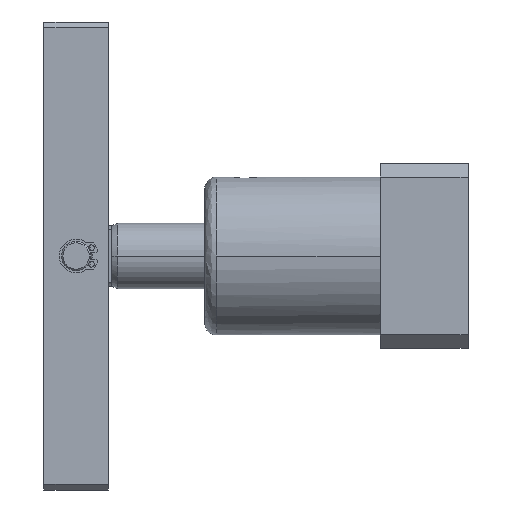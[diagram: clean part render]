
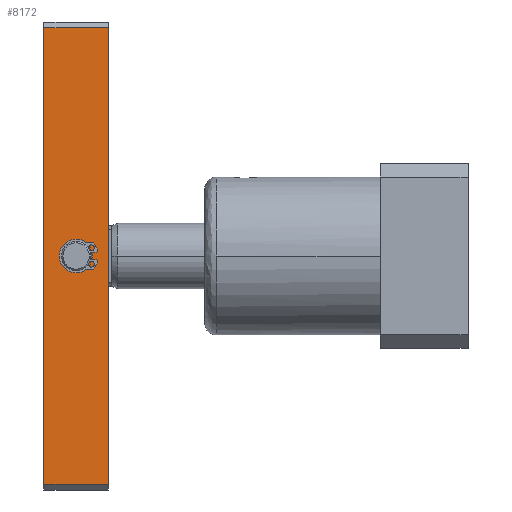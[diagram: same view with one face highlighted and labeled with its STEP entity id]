
A CAD part, left-side view. The second image highlights one B-rep face of the part: STEP entity #8172.
In plain terms, the highlighted face is planar.
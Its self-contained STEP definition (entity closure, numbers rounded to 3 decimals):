
#757 = ORIENTED_EDGE ( 'NONE', *, *, #1567, .F. ) ;
#965 = EDGE_LOOP ( 'NONE', ( #8496, #16449 ) ) ;
#1127 = CIRCLE ( 'NONE', #7896, 5.5 ) ;
#1352 = EDGE_CURVE ( 'NONE', #2986, #16438, #14186, .T. ) ;
#1478 = CARTESIAN_POINT ( 'NONE',  ( -78., 11., -11. ) ) ;
#1567 = EDGE_CURVE ( 'NONE', #5895, #10756, #15372, .T. ) ;
#1699 = DIRECTION ( 'NONE',  ( -1., 0., 0. ) ) ;
#2078 = CARTESIAN_POINT ( 'NONE',  ( 0., 22., -11. ) ) ;
#2640 = CARTESIAN_POINT ( 'NONE',  ( 78., 0., -11. ) ) ;
#2756 = DIRECTION ( 'NONE',  ( 0., 0., -1. ) ) ;
#2986 = VERTEX_POINT ( 'NONE', #12051 ) ;
#3050 = EDGE_LOOP ( 'NONE', ( #8448, #15797, #13979, #757 ) ) ;
#3057 = LINE ( 'NONE', #1478, #5892 ) ;
#4732 = CARTESIAN_POINT ( 'NONE',  ( 78., 22., -11. ) ) ;
#5574 = LINE ( 'NONE', #14459, #14512 ) ;
#5892 = VECTOR ( 'NONE', #6501, 1000. ) ;
#5895 = VERTEX_POINT ( 'NONE', #4732 ) ;
#6501 = DIRECTION ( 'NONE',  ( 0., -1., 0. ) ) ;
#6605 = AXIS2_PLACEMENT_3D ( 'NONE', #2640, #2756, #11506 ) ;
#7158 = DIRECTION ( 'NONE',  ( -1., 0., 0. ) ) ;
#7896 = AXIS2_PLACEMENT_3D ( 'NONE', #13305, #15977, #15876 ) ;
#7907 = DIRECTION ( 'NONE',  ( 0., 1., 0. ) ) ;
#8118 = CARTESIAN_POINT ( 'NONE',  ( 0., 11., -11. ) ) ;
#8172 = ADVANCED_FACE ( 'NONE', ( #9520, #12713 ), #10104, .T. ) ;
#8448 = ORIENTED_EDGE ( 'NONE', *, *, #8573, .F. ) ;
#8496 = ORIENTED_EDGE ( 'NONE', *, *, #12045, .T. ) ;
#8573 = EDGE_CURVE ( 'NONE', #2986, #5895, #5574, .T. ) ;
#8889 = VERTEX_POINT ( 'NONE', #12313 ) ;
#8989 = VECTOR ( 'NONE', #7158, 1000. ) ;
#9520 = FACE_BOUND ( 'NONE', #965, .T. ) ;
#9584 = VECTOR ( 'NONE', #12350, 1000. ) ;
#9673 = CARTESIAN_POINT ( 'NONE',  ( -5.5, 11., -11. ) ) ;
#10104 = PLANE ( 'NONE',  #6605 ) ;
#10569 = EDGE_CURVE ( 'NONE', #8889, #15497, #15424, .T. ) ;
#10756 = VERTEX_POINT ( 'NONE', #14496 ) ;
#11189 = CARTESIAN_POINT ( 'NONE',  ( -78., 0., -11. ) ) ;
#11506 = DIRECTION ( 'NONE',  ( -1., 0., 0. ) ) ;
#11641 = EDGE_CURVE ( 'NONE', #10756, #16438, #3057, .T. ) ;
#12045 = EDGE_CURVE ( 'NONE', #15497, #8889, #1127, .T. ) ;
#12051 = CARTESIAN_POINT ( 'NONE',  ( 78., 0., -11. ) ) ;
#12313 = CARTESIAN_POINT ( 'NONE',  ( 5.5, 11., -11. ) ) ;
#12350 = DIRECTION ( 'NONE',  ( -1., 0., 0. ) ) ;
#12713 = FACE_OUTER_BOUND ( 'NONE', #3050, .T. ) ;
#12759 = AXIS2_PLACEMENT_3D ( 'NONE', #8118, #15711, #1699 ) ;
#13305 = CARTESIAN_POINT ( 'NONE',  ( 0., 11., -11. ) ) ;
#13979 = ORIENTED_EDGE ( 'NONE', *, *, #11641, .F. ) ;
#14186 = LINE ( 'NONE', #14779, #9584 ) ;
#14459 = CARTESIAN_POINT ( 'NONE',  ( 78., 11., -11. ) ) ;
#14496 = CARTESIAN_POINT ( 'NONE',  ( -78., 22., -11. ) ) ;
#14512 = VECTOR ( 'NONE', #7907, 1000. ) ;
#14779 = CARTESIAN_POINT ( 'NONE',  ( 0., 0., -11. ) ) ;
#15372 = LINE ( 'NONE', #2078, #8989 ) ;
#15424 = CIRCLE ( 'NONE', #12759, 5.5 ) ;
#15497 = VERTEX_POINT ( 'NONE', #9673 ) ;
#15711 = DIRECTION ( 'NONE',  ( 0., 0., 1. ) ) ;
#15797 = ORIENTED_EDGE ( 'NONE', *, *, #1352, .T. ) ;
#15876 = DIRECTION ( 'NONE',  ( -1., 0., 0. ) ) ;
#15977 = DIRECTION ( 'NONE',  ( 0., 0., 1. ) ) ;
#16438 = VERTEX_POINT ( 'NONE', #11189 ) ;
#16449 = ORIENTED_EDGE ( 'NONE', *, *, #10569, .T. ) ;
